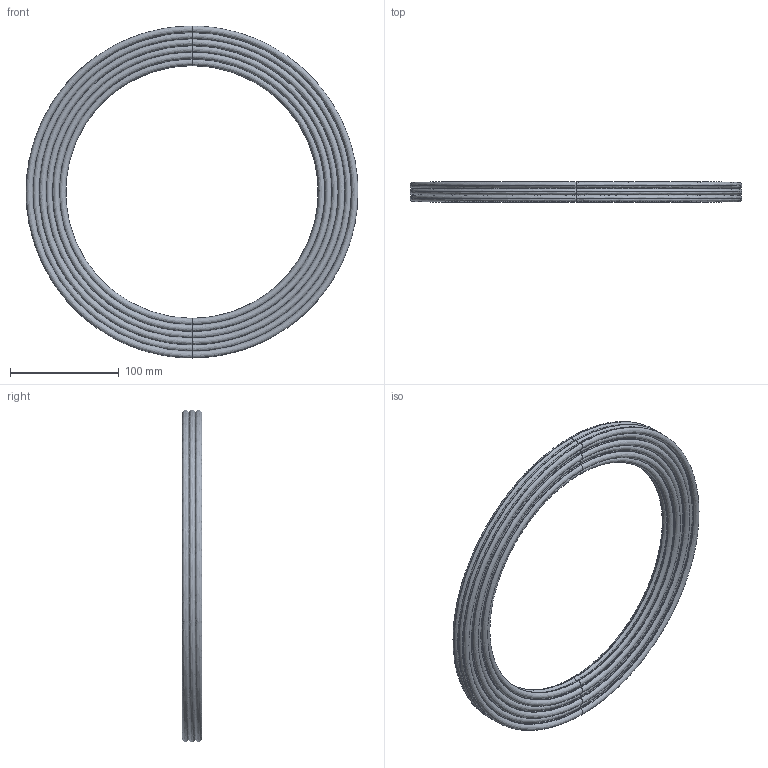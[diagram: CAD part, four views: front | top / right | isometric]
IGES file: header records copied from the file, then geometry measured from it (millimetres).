
Start section: SolidWorks IGES file using analytic representation for surfaces
Global section: file name: E-T-PU95-18-066-CLR.IGS; native system: SolidWorks 2016; preprocessor: SolidWorks 2016; author: wtsang; date: 160914.160916; units: inch
Bounding box: 305.65 x 18.2 x 306 mm (x, y, z)
Surface area: 375097.8 mm2 (no closed solid volume)
Topology: 0 solids, 0 shells, 112 faces, 448 edges, 448 vertices
Faces by surface type: bspline 112
